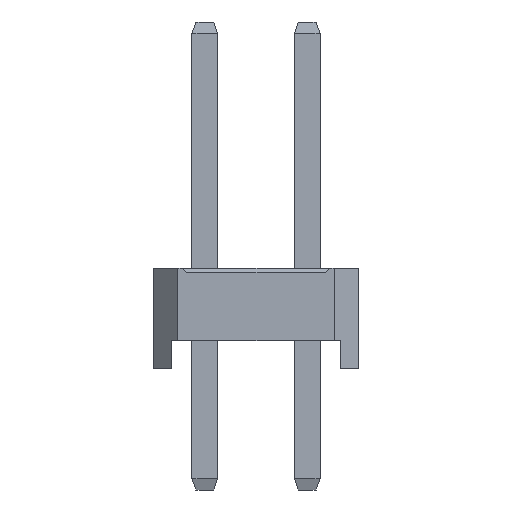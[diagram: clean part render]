
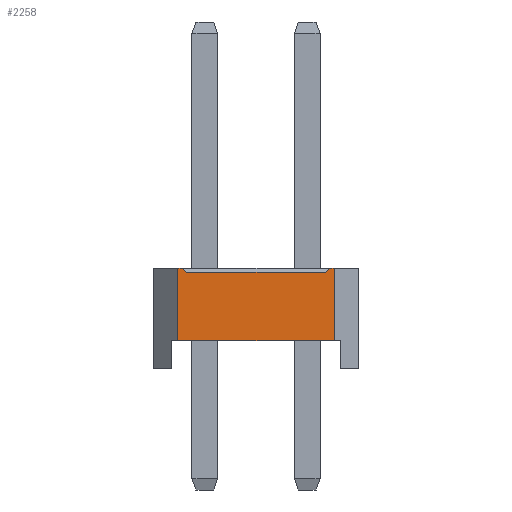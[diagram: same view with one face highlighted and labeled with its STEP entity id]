
A CAD part, left-side view. The second image highlights one B-rep face of the part: STEP entity #2258.
In plain terms, the highlighted planar face has unit normal (-1, 0, 0).
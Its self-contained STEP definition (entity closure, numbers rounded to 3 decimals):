
#2258=ADVANCED_FACE('',(#9333),#9335,.T.);
#9333=FACE_BOUND('',#9334,.T.);
#9334=EDGE_LOOP('',(#14875,#14876,#14877,#14878,#14879,#14880,#14881,#14882));
#9335=PLANE('',#9336);
#9336=AXIS2_PLACEMENT_3D('',#9337,#9338,#9339);
#9337=CARTESIAN_POINT('',(-1.27,3.21,0.));
#9338=DIRECTION('',(-1.,0.,0.));
#9339=DIRECTION('',(0.,-1.,0.));
#14875=ORIENTED_EDGE('',*,*,#18328,.F.);
#14876=ORIENTED_EDGE('',*,*,#18329,.T.);
#14877=ORIENTED_EDGE('',*,*,#18330,.F.);
#14878=ORIENTED_EDGE('',*,*,#17595,.F.);
#14879=ORIENTED_EDGE('',*,*,#18331,.F.);
#14880=ORIENTED_EDGE('',*,*,#17322,.T.);
#14881=ORIENTED_EDGE('',*,*,#18327,.T.);
#14882=ORIENTED_EDGE('',*,*,#17599,.F.);
#17322=EDGE_CURVE('',#19296,#19294,#19297,.T.);
#17595=EDGE_CURVE('',#19840,#19842,#19843,.T.);
#17599=EDGE_CURVE('',#19848,#19850,#19851,.T.);
#18327=EDGE_CURVE('',#19294,#19850,#21061,.T.);
#18328=EDGE_CURVE('',#21062,#19848,#21063,.F.);
#18329=EDGE_CURVE('',#21062,#21064,#21065,.T.);
#18330=EDGE_CURVE('',#19842,#21064,#21066,.F.);
#18331=EDGE_CURVE('',#19296,#19840,#21067,.T.);
#19294=VERTEX_POINT('',#22496);
#19296=VERTEX_POINT('',#22500);
#19297=LINE('',#22501,#22502);
#19840=VERTEX_POINT('',#23588);
#19842=VERTEX_POINT('',#23592);
#19843=LINE('',#23593,#23594);
#19848=VERTEX_POINT('',#23604);
#19850=VERTEX_POINT('',#23608);
#19851=LINE('',#23609,#23610);
#21061=LINE('',#26275,#26276);
#21062=VERTEX_POINT('',#26278);
#21063=LINE('',#26279,#26280);
#21064=VERTEX_POINT('',#26282);
#21065=LINE('',#26283,#26284);
#21066=LINE('',#26286,#26287);
#21067=LINE('',#26289,#26290);
#22496=CARTESIAN_POINT('',(-1.27,-0.67,0.7));
#22500=CARTESIAN_POINT('',(-1.27,3.21,0.7));
#22501=CARTESIAN_POINT('',(-1.27,3.21,0.7));
#22502=VECTOR('',#22503,1.);
#22503=DIRECTION('',(0.,-1.,0.));
#23588=CARTESIAN_POINT('',(-1.27,3.21,2.5));
#23592=CARTESIAN_POINT('',(-1.27,3.09,2.5));
#23593=CARTESIAN_POINT('',(-1.27,3.21,2.5));
#23594=VECTOR('',#23595,1.);
#23595=DIRECTION('',(0.,-1.,0.));
#23604=CARTESIAN_POINT('',(-1.27,-0.55,2.5));
#23608=CARTESIAN_POINT('',(-1.27,-0.67,2.5));
#23609=CARTESIAN_POINT('',(-1.27,-0.55,2.5));
#23610=VECTOR('',#23611,1.);
#23611=DIRECTION('',(0.,-1.,0.));
#26275=CARTESIAN_POINT('',(-1.27,-0.67,0.7));
#26276=VECTOR('',#26277,1.);
#26277=DIRECTION('',(0.,0.,1.));
#26278=CARTESIAN_POINT('',(-1.27,-0.45,2.4));
#26279=CARTESIAN_POINT('',(-1.27,-0.55,2.5));
#26280=VECTOR('',#26281,1.);
#26281=DIRECTION('',(0.,0.707,-0.707));
#26282=CARTESIAN_POINT('',(-1.27,2.99,2.4));
#26283=CARTESIAN_POINT('',(-1.27,-0.45,2.4));
#26284=VECTOR('',#26285,1.);
#26285=DIRECTION('',(0.,1.,0.));
#26286=CARTESIAN_POINT('',(-1.27,2.99,2.4));
#26287=VECTOR('',#26288,1.);
#26288=DIRECTION('',(0.,0.707,0.707));
#26289=CARTESIAN_POINT('',(-1.27,3.21,0.7));
#26290=VECTOR('',#26291,1.);
#26291=DIRECTION('',(0.,0.,1.));
